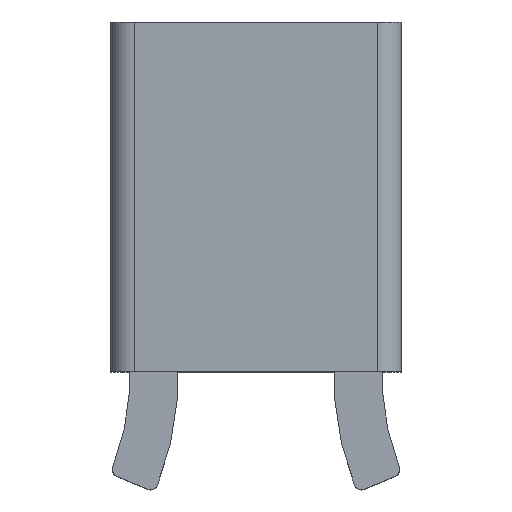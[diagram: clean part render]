
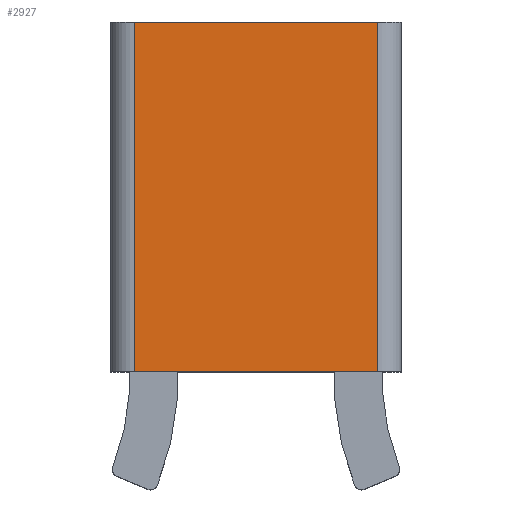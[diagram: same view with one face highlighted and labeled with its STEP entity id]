
A CAD part, top view. The second image highlights one B-rep face of the part: STEP entity #2927.
In plain terms, the highlighted planar face has unit normal (0, 0, 1).
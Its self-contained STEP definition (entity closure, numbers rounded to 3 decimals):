
#20 = LINE ( 'NONE', #3391, #6132 ) ;
#247 = AXIS2_PLACEMENT_3D ( 'NONE', #5266, #589, #4364 ) ;
#353 = VECTOR ( 'NONE', #5785, 1000. ) ;
#357 = VECTOR ( 'NONE', #2992, 1000. ) ;
#491 = LINE ( 'NONE', #1020, #353 ) ;
#541 = CARTESIAN_POINT ( 'NONE',  ( -6.05, 37.9, 8.55 ) ) ;
#589 = DIRECTION ( 'NONE',  ( 0., 0., 1. ) ) ;
#898 = ORIENTED_EDGE ( 'NONE', *, *, #5167, .T. ) ;
#917 = EDGE_CURVE ( 'NONE', #3866, #2827, #5373, .T. ) ;
#1020 = CARTESIAN_POINT ( 'NONE',  ( 5.05, 37.9, 8.55 ) ) ;
#1407 = CARTESIAN_POINT ( 'NONE',  ( 5.05, 52.4, 8.55 ) ) ;
#1586 = PLANE ( 'NONE',  #247 ) ;
#1729 = ORIENTED_EDGE ( 'NONE', *, *, #3937, .T. ) ;
#2045 = VECTOR ( 'NONE', #2069, 1000. ) ;
#2069 = DIRECTION ( 'NONE',  ( 1., 0., 0. ) ) ;
#2713 = VERTEX_POINT ( 'NONE', #6116 ) ;
#2827 = VERTEX_POINT ( 'NONE', #6087 ) ;
#2927 = ADVANCED_FACE ( 'NONE', ( #4915 ), #1586, .T. ) ;
#2992 = DIRECTION ( 'NONE',  ( 0., -1., 0. ) ) ;
#3115 = LINE ( 'NONE', #5015, #357 ) ;
#3391 = CARTESIAN_POINT ( 'NONE',  ( 0., 52.4, 8.55 ) ) ;
#3866 = VERTEX_POINT ( 'NONE', #5758 ) ;
#3937 = EDGE_CURVE ( 'NONE', #5718, #2713, #20, .T. ) ;
#3951 = DIRECTION ( 'NONE',  ( -1., 0., 0. ) ) ;
#4000 = EDGE_CURVE ( 'NONE', #2827, #5718, #491, .T. ) ;
#4364 = DIRECTION ( 'NONE',  ( 1., 0., 0. ) ) ;
#4915 = FACE_OUTER_BOUND ( 'NONE', #5043, .T. ) ;
#5015 = CARTESIAN_POINT ( 'NONE',  ( -5.05, 37.9, 8.55 ) ) ;
#5043 = EDGE_LOOP ( 'NONE', ( #5954, #5419, #1729, #898 ) ) ;
#5167 = EDGE_CURVE ( 'NONE', #2713, #3866, #3115, .T. ) ;
#5266 = CARTESIAN_POINT ( 'NONE',  ( -6.05, 37.9, 8.55 ) ) ;
#5373 = LINE ( 'NONE', #541, #2045 ) ;
#5419 = ORIENTED_EDGE ( 'NONE', *, *, #4000, .T. ) ;
#5718 = VERTEX_POINT ( 'NONE', #1407 ) ;
#5758 = CARTESIAN_POINT ( 'NONE',  ( -5.05, 37.9, 8.55 ) ) ;
#5785 = DIRECTION ( 'NONE',  ( 0., 1., 0. ) ) ;
#5954 = ORIENTED_EDGE ( 'NONE', *, *, #917, .T. ) ;
#6087 = CARTESIAN_POINT ( 'NONE',  ( 5.05, 37.9, 8.55 ) ) ;
#6116 = CARTESIAN_POINT ( 'NONE',  ( -5.05, 52.4, 8.55 ) ) ;
#6132 = VECTOR ( 'NONE', #3951, 1000. ) ;
